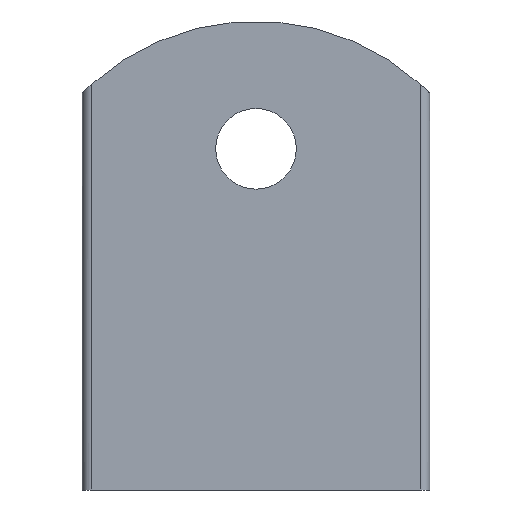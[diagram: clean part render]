
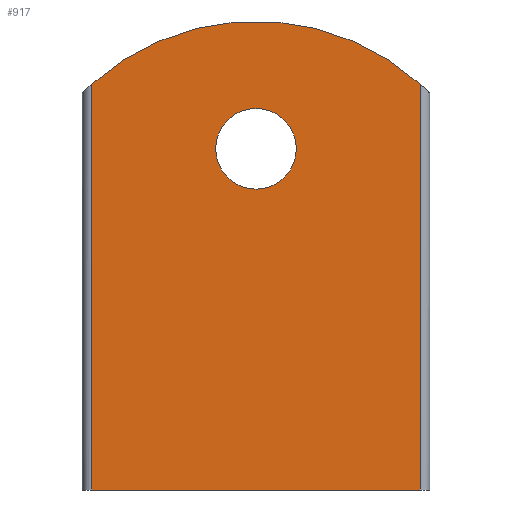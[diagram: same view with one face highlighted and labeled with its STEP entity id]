
A CAD part, front view. The second image highlights one B-rep face of the part: STEP entity #917.
In plain terms, the highlighted planar face has unit normal (0, -1, 0).
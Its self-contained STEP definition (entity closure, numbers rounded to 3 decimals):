
#124 = EDGE_LOOP ( 'NONE', ( #3512, #1294 ) ) ;
#142 = CARTESIAN_POINT ( 'NONE',  ( 14.85, -4.25, 8. ) ) ;
#177 = VECTOR ( 'NONE', #4906, 1000. ) ;
#227 = CIRCLE ( 'NONE', #4790, 4.2 ) ;
#311 = DIRECTION ( 'NONE',  ( 0., 0., -1. ) ) ;
#346 = EDGE_LOOP ( 'NONE', ( #1281, #1232, #3538, #572 ) ) ;
#572 = ORIENTED_EDGE ( 'NONE', *, *, #4187, .T. ) ;
#579 = DIRECTION ( 'NONE',  ( 0., -1., 0. ) ) ;
#588 = CARTESIAN_POINT ( 'NONE',  ( -4.2, -4.25, 20.545 ) ) ;
#699 = VERTEX_POINT ( 'NONE', #1158 ) ;
#917 = ADVANCED_FACE ( 'NONE', ( #3536, #3839 ), #4272, .T. ) ;
#1028 = AXIS2_PLACEMENT_3D ( 'NONE', #2304, #3969, #5197 ) ;
#1125 = CARTESIAN_POINT ( 'NONE',  ( 0., -4.25, 20.545 ) ) ;
#1158 = CARTESIAN_POINT ( 'NONE',  ( -17.1, -4.25, 27.295 ) ) ;
#1232 = ORIENTED_EDGE ( 'NONE', *, *, #4151, .T. ) ;
#1281 = ORIENTED_EDGE ( 'NONE', *, *, #1671, .F. ) ;
#1294 = ORIENTED_EDGE ( 'NONE', *, *, #5301, .T. ) ;
#1309 = CARTESIAN_POINT ( 'NONE',  ( 14.85, -4.25, -15. ) ) ;
#1342 = DIRECTION ( 'NONE',  ( -1., 0., 0. ) ) ;
#1516 = CARTESIAN_POINT ( 'NONE',  ( 17.1, -4.25, 26.347 ) ) ;
#1671 = EDGE_CURVE ( 'NONE', #699, #2393, #3709, .T. ) ;
#1749 = VERTEX_POINT ( 'NONE', #5095 ) ;
#1789 = DIRECTION ( 'NONE',  ( 1., 0., 0. ) ) ;
#1870 = EDGE_CURVE ( 'NONE', #2046, #2933, #4304, .T. ) ;
#2046 = VERTEX_POINT ( 'NONE', #588 ) ;
#2064 = AXIS2_PLACEMENT_3D ( 'NONE', #1125, #4411, #2657 ) ;
#2304 = CARTESIAN_POINT ( 'NONE',  ( 0., -4.25, 8.247 ) ) ;
#2393 = VERTEX_POINT ( 'NONE', #4563 ) ;
#2573 = DIRECTION ( 'NONE',  ( 0., 1., 0. ) ) ;
#2637 = VECTOR ( 'NONE', #2957, 1000. ) ;
#2657 = DIRECTION ( 'NONE',  ( -1., 0., 0. ) ) ;
#2933 = VERTEX_POINT ( 'NONE', #3576 ) ;
#2957 = DIRECTION ( 'NONE',  ( 1., 0., 0. ) ) ;
#3283 = AXIS2_PLACEMENT_3D ( 'NONE', #142, #579, #1789 ) ;
#3363 = LINE ( 'NONE', #1309, #2637 ) ;
#3512 = ORIENTED_EDGE ( 'NONE', *, *, #1870, .T. ) ;
#3536 = FACE_BOUND ( 'NONE', #124, .T. ) ;
#3538 = ORIENTED_EDGE ( 'NONE', *, *, #4610, .T. ) ;
#3576 = CARTESIAN_POINT ( 'NONE',  ( 4.2, -4.25, 20.545 ) ) ;
#3709 = CIRCLE ( 'NONE', #1028, 25.597 ) ;
#3717 = LINE ( 'NONE', #1516, #177 ) ;
#3839 = FACE_OUTER_BOUND ( 'NONE', #346, .T. ) ;
#3969 = DIRECTION ( 'NONE',  ( 0., 1., 0. ) ) ;
#4016 = CARTESIAN_POINT ( 'NONE',  ( -17.1, -4.25, -15. ) ) ;
#4150 = CARTESIAN_POINT ( 'NONE',  ( 0., -4.25, 20.545 ) ) ;
#4151 = EDGE_CURVE ( 'NONE', #699, #5250, #5276, .T. ) ;
#4187 = EDGE_CURVE ( 'NONE', #1749, #2393, #3717, .T. ) ;
#4229 = VECTOR ( 'NONE', #311, 1000. ) ;
#4259 = CARTESIAN_POINT ( 'NONE',  ( -17.1, -4.25, -15. ) ) ;
#4272 = PLANE ( 'NONE',  #3283 ) ;
#4304 = CIRCLE ( 'NONE', #2064, 4.2 ) ;
#4411 = DIRECTION ( 'NONE',  ( 0., 1., 0. ) ) ;
#4563 = CARTESIAN_POINT ( 'NONE',  ( 17.1, -4.25, 27.295 ) ) ;
#4610 = EDGE_CURVE ( 'NONE', #5250, #1749, #3363, .T. ) ;
#4790 = AXIS2_PLACEMENT_3D ( 'NONE', #4150, #2573, #1342 ) ;
#4906 = DIRECTION ( 'NONE',  ( 0., 0., 1. ) ) ;
#5095 = CARTESIAN_POINT ( 'NONE',  ( 17.1, -4.25, -15. ) ) ;
#5197 = DIRECTION ( 'NONE',  ( 1., 0., 0. ) ) ;
#5250 = VERTEX_POINT ( 'NONE', #4259 ) ;
#5276 = LINE ( 'NONE', #4016, #4229 ) ;
#5301 = EDGE_CURVE ( 'NONE', #2933, #2046, #227, .T. ) ;
